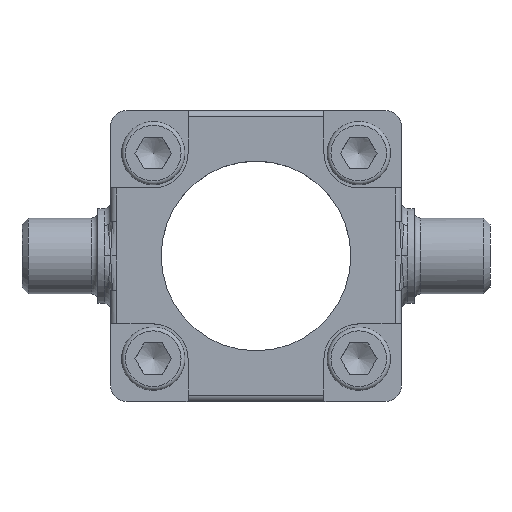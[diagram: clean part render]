
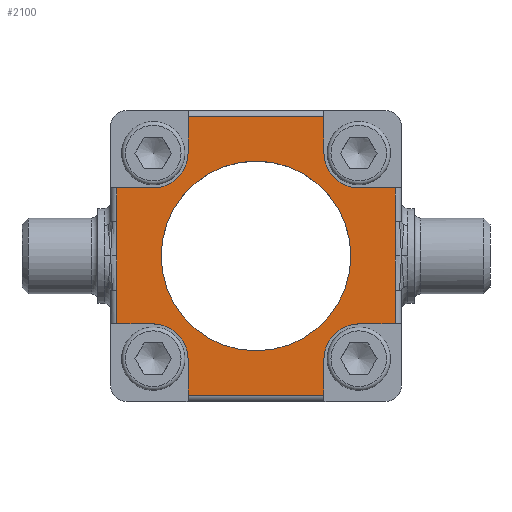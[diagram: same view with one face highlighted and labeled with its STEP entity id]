
A CAD part, top view. The second image highlights one B-rep face of the part: STEP entity #2100.
In plain terms, the highlighted planar face has unit normal (0, 0, 1).
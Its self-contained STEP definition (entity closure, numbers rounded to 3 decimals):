
#126=FACE_BOUND('',#706,.T.);
#190=PLANE('',#2294);
#202=LINE('',#3039,#328);
#203=LINE('',#3100,#329);
#204=LINE('',#3348,#330);
#205=LINE('',#3409,#331);
#258=LINE('',#3877,#384);
#267=LINE('',#3902,#393);
#268=LINE('',#3908,#394);
#277=LINE('',#3933,#403);
#278=LINE('',#3939,#404);
#287=LINE('',#3964,#413);
#289=LINE('',#3970,#415);
#296=LINE('',#3983,#422);
#300=LINE('',#3996,#426);
#301=LINE('',#4000,#427);
#302=LINE('',#4001,#428);
#303=LINE('',#4002,#429);
#304=LINE('',#4003,#430);
#305=LINE('',#4004,#431);
#328=VECTOR('',#2359,5.477);
#329=VECTOR('',#2364,5.477);
#330=VECTOR('',#2377,5.477);
#331=VECTOR('',#2382,5.477);
#384=VECTOR('',#2657,5.75);
#393=VECTOR('',#2680,5.75);
#394=VECTOR('',#2685,5.75);
#403=VECTOR('',#2708,5.75);
#404=VECTOR('',#2713,5.75);
#413=VECTOR('',#2736,5.75);
#415=VECTOR('',#2742,21.5);
#422=VECTOR('',#2753,5.273);
#426=VECTOR('',#2767,5.75);
#427=VECTOR('',#2770,5.75);
#428=VECTOR('',#2771,5.273);
#429=VECTOR('',#2772,5.273);
#430=VECTOR('',#2773,21.5);
#431=VECTOR('',#2774,5.273);
#545=FACE_OUTER_BOUND('',#705,.T.);
#705=EDGE_LOOP('',(#1680,#1681,#1682,#1683,#1684,#1685,#1686,#1687,#1688,
#1689,#1690,#1691,#1692,#1693,#1694,#1695,#1696,#1697,#1698,#1699,#1700,
#1701));
#706=EDGE_LOOP('',(#1702));
#815=CIRCLE('',#2262,5.5);
#822=CIRCLE('',#2274,5.5);
#825=CIRCLE('',#2280,5.5);
#832=CIRCLE('',#2295,5.5);
#833=CIRCLE('',#2296,15.);
#879=VERTEX_POINT('',#3030);
#880=VERTEX_POINT('',#3038);
#882=VERTEX_POINT('',#3098);
#891=VERTEX_POINT('',#3339);
#892=VERTEX_POINT('',#3347);
#894=VERTEX_POINT('',#3407);
#992=VERTEX_POINT('',#3873);
#994=VERTEX_POINT('',#3876);
#997=VERTEX_POINT('',#3884);
#1003=VERTEX_POINT('',#3899);
#1004=VERTEX_POINT('',#3904);
#1006=VERTEX_POINT('',#3907);
#1013=VERTEX_POINT('',#3925);
#1015=VERTEX_POINT('',#3930);
#1016=VERTEX_POINT('',#3935);
#1018=VERTEX_POINT('',#3938);
#1021=VERTEX_POINT('',#3946);
#1027=VERTEX_POINT('',#3961);
#1029=VERTEX_POINT('',#3968);
#1037=VERTEX_POINT('',#3995);
#1038=VERTEX_POINT('',#3997);
#1039=VERTEX_POINT('',#3999);
#1040=VERTEX_POINT('',#4005);
#1070=EDGE_CURVE('',#879,#880,#202,.T.);
#1074=EDGE_CURVE('',#882,#879,#203,.T.);
#1086=EDGE_CURVE('',#891,#892,#204,.T.);
#1090=EDGE_CURVE('',#894,#891,#205,.T.);
#1217=EDGE_CURVE('',#994,#992,#258,.T.);
#1221=EDGE_CURVE('',#997,#994,#815,.T.);
#1230=EDGE_CURVE('',#1003,#997,#267,.T.);
#1232=EDGE_CURVE('',#1006,#1004,#268,.T.);
#1241=EDGE_CURVE('',#1013,#1006,#822,.T.);
#1245=EDGE_CURVE('',#1015,#1013,#277,.T.);
#1247=EDGE_CURVE('',#1018,#1016,#278,.T.);
#1251=EDGE_CURVE('',#1021,#1018,#825,.T.);
#1260=EDGE_CURVE('',#1027,#1021,#287,.T.);
#1263=EDGE_CURVE('',#1029,#992,#289,.T.);
#1270=EDGE_CURVE('',#880,#1004,#296,.T.);
#1276=EDGE_CURVE('',#1029,#1037,#300,.T.);
#1277=EDGE_CURVE('',#1037,#1038,#832,.T.);
#1278=EDGE_CURVE('',#1038,#1039,#301,.T.);
#1279=EDGE_CURVE('',#892,#1039,#302,.T.);
#1280=EDGE_CURVE('',#1027,#894,#303,.T.);
#1281=EDGE_CURVE('',#1015,#1016,#304,.T.);
#1282=EDGE_CURVE('',#1003,#882,#305,.T.);
#1283=EDGE_CURVE('',#1040,#1040,#833,.T.);
#1680=ORIENTED_EDGE('',*,*,#1230,.T.);
#1681=ORIENTED_EDGE('',*,*,#1221,.T.);
#1682=ORIENTED_EDGE('',*,*,#1217,.T.);
#1683=ORIENTED_EDGE('',*,*,#1263,.F.);
#1684=ORIENTED_EDGE('',*,*,#1276,.T.);
#1685=ORIENTED_EDGE('',*,*,#1277,.T.);
#1686=ORIENTED_EDGE('',*,*,#1278,.T.);
#1687=ORIENTED_EDGE('',*,*,#1279,.F.);
#1688=ORIENTED_EDGE('',*,*,#1086,.F.);
#1689=ORIENTED_EDGE('',*,*,#1090,.F.);
#1690=ORIENTED_EDGE('',*,*,#1280,.F.);
#1691=ORIENTED_EDGE('',*,*,#1260,.T.);
#1692=ORIENTED_EDGE('',*,*,#1251,.T.);
#1693=ORIENTED_EDGE('',*,*,#1247,.T.);
#1694=ORIENTED_EDGE('',*,*,#1281,.F.);
#1695=ORIENTED_EDGE('',*,*,#1245,.T.);
#1696=ORIENTED_EDGE('',*,*,#1241,.T.);
#1697=ORIENTED_EDGE('',*,*,#1232,.T.);
#1698=ORIENTED_EDGE('',*,*,#1270,.F.);
#1699=ORIENTED_EDGE('',*,*,#1070,.F.);
#1700=ORIENTED_EDGE('',*,*,#1074,.F.);
#1701=ORIENTED_EDGE('',*,*,#1282,.F.);
#1702=ORIENTED_EDGE('',*,*,#1283,.T.);
#2100=ADVANCED_FACE('',(#545,#126),#190,.T.);
#2262=AXIS2_PLACEMENT_3D('',#3885,#2663,#2664);
#2274=AXIS2_PLACEMENT_3D('',#3926,#2700,#2701);
#2280=AXIS2_PLACEMENT_3D('',#3947,#2719,#2720);
#2294=AXIS2_PLACEMENT_3D('',#3994,#2765,#2766);
#2295=AXIS2_PLACEMENT_3D('',#3998,#2768,#2769);
#2296=AXIS2_PLACEMENT_3D('',#4006,#2775,#2776);
#2359=DIRECTION('',(0.,-1.,0.));
#2364=DIRECTION('',(0.,-1.,0.));
#2377=DIRECTION('',(0.,1.,0.));
#2382=DIRECTION('',(0.,1.,0.));
#2657=DIRECTION('',(0.,1.,0.));
#2663=DIRECTION('center_axis',(0.,0.,-1.));
#2664=DIRECTION('ref_axis',(0.,-1.,0.));
#2680=DIRECTION('',(-1.,0.,0.));
#2685=DIRECTION('',(1.,0.,0.));
#2700=DIRECTION('center_axis',(0.,0.,-1.));
#2701=DIRECTION('ref_axis',(-1.,0.,0.));
#2708=DIRECTION('',(0.,1.,0.));
#2713=DIRECTION('',(0.,-1.,0.));
#2719=DIRECTION('center_axis',(0.,0.,-1.));
#2720=DIRECTION('ref_axis',(0.,1.,0.));
#2736=DIRECTION('',(1.,0.,0.));
#2742=DIRECTION('',(1.,0.,0.));
#2753=DIRECTION('',(0.,-1.,0.));
#2765=DIRECTION('center_axis',(0.,0.,1.));
#2766=DIRECTION('ref_axis',(1.,0.,0.));
#2767=DIRECTION('',(0.,-1.,0.));
#2768=DIRECTION('center_axis',(0.,0.,-1.));
#2769=DIRECTION('ref_axis',(1.,0.,0.));
#2770=DIRECTION('',(-1.,0.,0.));
#2771=DIRECTION('',(0.,1.,0.));
#2772=DIRECTION('',(0.,1.,0.));
#2773=DIRECTION('',(-1.,0.,0.));
#2774=DIRECTION('',(0.,-1.,0.));
#2775=DIRECTION('center_axis',(0.,0.,-1.));
#2776=DIRECTION('ref_axis',(-1.,0.,0.));
#3030=CARTESIAN_POINT('',(22.,0.,14.));
#3038=CARTESIAN_POINT('',(22.,-5.477,14.));
#3039=CARTESIAN_POINT('',(22.,0.,14.));
#3098=CARTESIAN_POINT('',(22.,5.477,14.));
#3100=CARTESIAN_POINT('',(22.,0.,14.));
#3339=CARTESIAN_POINT('',(-22.,0.,14.));
#3347=CARTESIAN_POINT('',(-22.,5.477,14.));
#3348=CARTESIAN_POINT('',(-22.,0.,14.));
#3407=CARTESIAN_POINT('',(-22.,-5.477,14.));
#3409=CARTESIAN_POINT('',(-22.,0.,14.));
#3873=CARTESIAN_POINT('',(10.75,22.,14.));
#3876=CARTESIAN_POINT('',(10.75,16.25,14.));
#3877=CARTESIAN_POINT('',(10.75,8.125,14.));
#3884=CARTESIAN_POINT('',(16.25,10.75,14.));
#3885=CARTESIAN_POINT('Origin',(16.25,16.25,14.));
#3899=CARTESIAN_POINT('',(22.,10.75,14.));
#3902=CARTESIAN_POINT('',(13.785,10.75,14.));
#3904=CARTESIAN_POINT('',(22.,-10.75,14.));
#3907=CARTESIAN_POINT('',(16.25,-10.75,14.));
#3908=CARTESIAN_POINT('',(8.125,-10.75,14.));
#3925=CARTESIAN_POINT('',(10.75,-16.25,14.));
#3926=CARTESIAN_POINT('Origin',(16.25,-16.25,14.));
#3930=CARTESIAN_POINT('',(10.75,-22.,14.));
#3933=CARTESIAN_POINT('',(10.75,-13.785,14.));
#3935=CARTESIAN_POINT('',(-10.75,-22.,14.));
#3938=CARTESIAN_POINT('',(-10.75,-16.25,14.));
#3939=CARTESIAN_POINT('',(-10.75,-8.125,14.));
#3946=CARTESIAN_POINT('',(-16.25,-10.75,14.));
#3947=CARTESIAN_POINT('Origin',(-16.25,-16.25,14.));
#3961=CARTESIAN_POINT('',(-22.,-10.75,14.));
#3964=CARTESIAN_POINT('',(-13.785,-10.75,14.));
#3968=CARTESIAN_POINT('',(-10.75,22.,14.));
#3970=CARTESIAN_POINT('',(-11.5,22.,14.));
#3983=CARTESIAN_POINT('',(22.,11.5,14.));
#3994=CARTESIAN_POINT('Origin',(0.,0.,
14.));
#3995=CARTESIAN_POINT('',(-10.75,16.25,14.));
#3996=CARTESIAN_POINT('',(-10.75,13.785,14.));
#3997=CARTESIAN_POINT('',(-16.25,10.75,14.));
#3998=CARTESIAN_POINT('Origin',(-16.25,16.25,14.));
#3999=CARTESIAN_POINT('',(-22.,10.75,14.));
#4000=CARTESIAN_POINT('',(-8.125,10.75,14.));
#4001=CARTESIAN_POINT('',(-22.,-11.5,14.));
#4002=CARTESIAN_POINT('',(-22.,-11.5,14.));
#4003=CARTESIAN_POINT('',(11.5,-22.,14.));
#4004=CARTESIAN_POINT('',(22.,11.5,14.));
#4005=CARTESIAN_POINT('',(15.,0.,14.));
#4006=CARTESIAN_POINT('Origin',(0.,0.,
14.));
